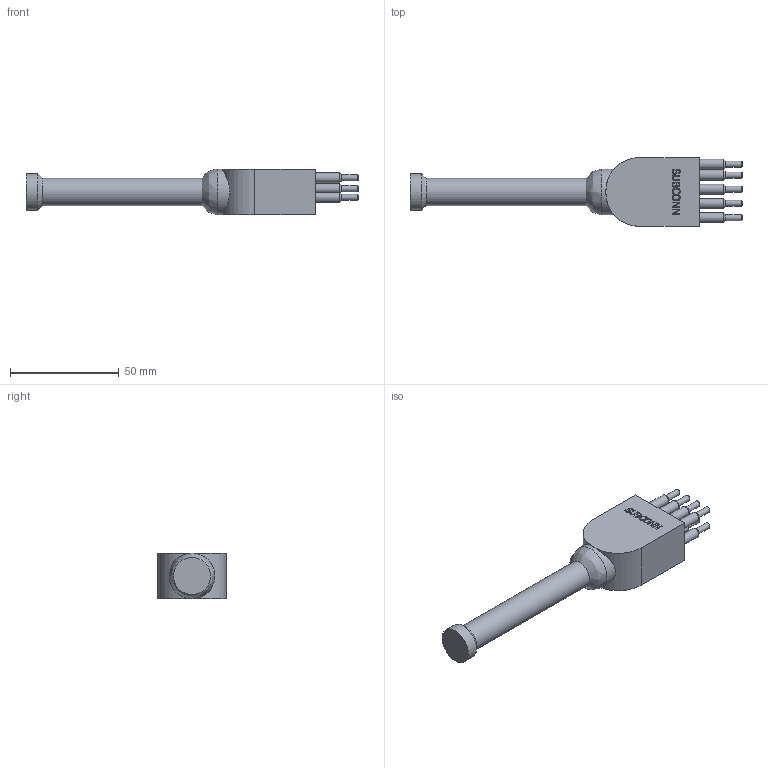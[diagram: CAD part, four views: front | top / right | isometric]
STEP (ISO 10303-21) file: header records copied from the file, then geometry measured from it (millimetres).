
FILE_DESCRIPTION(/* description */ ('LPDC 9M Subconn Conn'),/* implementation_level */ '2;1');
FILE_NAME(/* name */ 'LPDC9M.stp',/* time_stamp */ '2016-03-01T13:29:26+01:00',/* author */ ('sh'),/* organization */ (''),/* preprocessor_version */ 'ST-DEVELOPER v15.2',/* originating_system */ 'Autodesk Inventor 2014',/* authorisation */ '');
FILE_SCHEMA (('AUTOMOTIVE_DESIGN { 1 0 10303 214 3 1 1 }'));
Length unit declared in the file: millimetre
Products named in the file (1): LPDC9M
Bounding box: 152.5 x 31.5 x 21 mm (x, y, z)
Volume: 41999.9 mm3; surface area: 11341.6 mm2
Topology: 1 solids, 1 shells, 367 faces, 942 edges, 620 vertices
Faces by surface type: bspline 170, plane 155, cylinder 23, cone 19
Full cylindrical faces by diameter (mm): 2.8 x9, 4.5 x9, 12.5 x1, 17 x1, 21 x1
Entity records: 12255 total; most frequent: CARTESIAN_POINT 4370, ORIENTED_EDGE 1804, DIRECTION 1025, EDGE_CURVE 902, VERTEX_POINT 620, LINE 493, VECTOR 493, EDGE_LOOP 450
